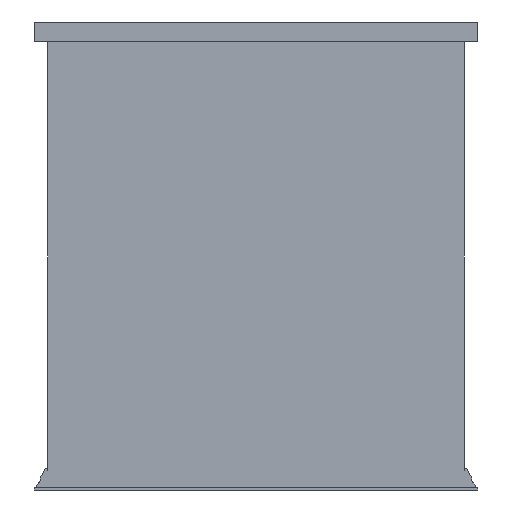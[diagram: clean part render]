
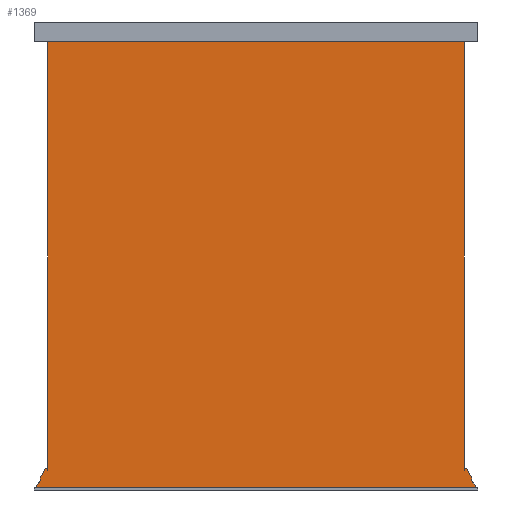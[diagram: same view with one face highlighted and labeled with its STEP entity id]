
A CAD part, front view. The second image highlights one B-rep face of the part: STEP entity #1369.
In plain terms, the highlighted free-form (B-spline) face has degree [1, 1] with [2, 2] control points.
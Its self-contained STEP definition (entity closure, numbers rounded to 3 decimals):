
#1087 = VERTEX_POINT('',#1088);
#1088 = CARTESIAN_POINT('',(-117.198,-29.923,
    251.85));
#1093 = EDGE_CURVE('',#1094,#1087,#1096,.T.);
#1094 = VERTEX_POINT('',#1095);
#1095 = CARTESIAN_POINT('',(117.198,-29.923,
    251.85));
#1096 = B_SPLINE_CURVE_WITH_KNOTS('',1,(#1097,#1098),.UNSPECIFIED.,.F.,
  .F.,(2,2),(-94.,94.),.PIECEWISE_BEZIER_KNOTS.);
#1097 = CARTESIAN_POINT('',(117.198,-29.923,
    251.85));
#1098 = CARTESIAN_POINT('',(-117.198,-29.923,
    251.85));
#1115 = EDGE_CURVE('',#1116,#1094,#1118,.T.);
#1116 = VERTEX_POINT('',#1117);
#1117 = CARTESIAN_POINT('',(117.198,-29.923,
    11.221));
#1118 = B_SPLINE_CURVE_WITH_KNOTS('',1,(#1119,#1120),.UNSPECIFIED.,.F.,
  .F.,(2,2),(-96.5,96.5),.PIECEWISE_BEZIER_KNOTS.);
#1119 = CARTESIAN_POINT('',(117.198,-29.923,
    11.221));
#1120 = CARTESIAN_POINT('',(117.198,-29.923,
    251.85));
#1136 = EDGE_CURVE('',#1116,#1137,#1139,.T.);
#1137 = VERTEX_POINT('',#1138);
#1138 = CARTESIAN_POINT('',(118.756,-29.923,
    11.558));
#1139 = ( BOUNDED_CURVE() B_SPLINE_CURVE(2,(#1140,#1141,#1142,#1143,
#1144),.UNSPECIFIED.,.F.,.F.) B_SPLINE_CURVE_WITH_KNOTS((3,2,3),(
    4.712,6.07,7.428),
.PIECEWISE_BEZIER_KNOTS.) CURVE() GEOMETRIC_REPRESENTATION_ITEM() 
RATIONAL_B_SPLINE_CURVE((1.,0.778,1.,0.778,1.)) 
REPRESENTATION_ITEM('') );
#1140 = CARTESIAN_POINT('',(117.198,-29.923,
    11.221));
#1141 = CARTESIAN_POINT('',(117.198,-29.923,
    11.879));
#1142 = CARTESIAN_POINT('',(117.841,-29.923,
    12.018));
#1143 = CARTESIAN_POINT('',(118.484,-29.923,
    12.157));
#1144 = CARTESIAN_POINT('',(118.756,-29.923,
    11.558));
#1167 = EDGE_CURVE('',#1168,#1137,#1170,.T.);
#1168 = VERTEX_POINT('',#1169);
#1169 = CARTESIAN_POINT('',(120.039,-29.923,
    8.727));
#1170 = B_SPLINE_CURVE_WITH_KNOTS('',1,(#1171,#1172),.UNSPECIFIED.,.F.,
  .F.,(2,2),(-1.246,1.246),.PIECEWISE_BEZIER_KNOTS.);
#1171 = CARTESIAN_POINT('',(120.039,-29.923,
    8.727));
#1172 = CARTESIAN_POINT('',(118.756,-29.923,
    11.558));
#1189 = VERTEX_POINT('',#1190);
#1190 = CARTESIAN_POINT('',(123.431,-29.923,
    1.362));
#1195 = EDGE_CURVE('',#1168,#1189,#1196,.T.);
#1196 = B_SPLINE_CURVE_WITH_KNOTS('',5,(#1197,#1198,#1199,#1200,#1201,
    #1202,#1203,#1204,#1205,#1206,#1207,#1208,#1209,#1210,#1211),
  .UNSPECIFIED.,.F.,.F.,(6,3,3,3,6),(0.,1.99,3.366,
    4.777,6.604),.UNSPECIFIED.);
#1197 = CARTESIAN_POINT('',(120.039,-29.923,
    8.727));
#1198 = CARTESIAN_POINT('',(120.555,-29.923,
    8.391));
#1199 = CARTESIAN_POINT('',(120.928,-29.923,
    8.005));
#1200 = CARTESIAN_POINT('',(121.16,-29.923,
    7.569));
#1201 = CARTESIAN_POINT('',(121.31,-29.923,
    6.748));
#1202 = CARTESIAN_POINT('',(121.306,-29.923,
    5.877));
#1203 = CARTESIAN_POINT('',(121.307,-29.923,
    5.523));
#1204 = CARTESIAN_POINT('',(121.415,-29.923,
    4.846));
#1205 = CARTESIAN_POINT('',(121.75,-29.923,
    4.255));
#1206 = CARTESIAN_POINT('',(121.982,-29.923,
    3.977));
#1207 = CARTESIAN_POINT('',(122.547,-29.923,
    3.35));
#1208 = CARTESIAN_POINT('',(123.049,-29.923,
    2.687));
#1209 = CARTESIAN_POINT('',(123.255,-29.923,
    2.279));
#1210 = CARTESIAN_POINT('',(123.382,-29.923,
    1.838));
#1211 = CARTESIAN_POINT('',(123.431,-29.923,
    1.362));
#1250 = EDGE_CURVE('',#1251,#1189,#1253,.T.);
#1251 = VERTEX_POINT('',#1252);
#1252 = CARTESIAN_POINT('',(123.431,-29.923,
    1.247));
#1253 = B_SPLINE_CURVE_WITH_KNOTS('',1,(#1254,#1255),.UNSPECIFIED.,.F.,
  .F.,(2,2),(-0.046,0.046),
  .PIECEWISE_BEZIER_KNOTS.);
#1254 = CARTESIAN_POINT('',(123.431,-29.923,
    1.247));
#1255 = CARTESIAN_POINT('',(123.431,-29.923,
    1.362));
#1272 = EDGE_CURVE('',#1251,#1273,#1275,.T.);
#1273 = VERTEX_POINT('',#1274);
#1274 = CARTESIAN_POINT('',(-123.431,-29.923,
    1.247));
#1275 = B_SPLINE_CURVE_WITH_KNOTS('',1,(#1276,#1277),.UNSPECIFIED.,.F.,
  .F.,(2,2),(-99.,99.),.PIECEWISE_BEZIER_KNOTS.);
#1276 = CARTESIAN_POINT('',(123.431,-29.923,
    1.247));
#1277 = CARTESIAN_POINT('',(-123.431,-29.923,
    1.247));
#1369 = ADVANCED_FACE('',(#1370),#1428,.F.);
#1370 = FACE_BOUND('',#1371,.T.);
#1371 = EDGE_LOOP('',(#1372,#1373,#1374,#1375,#1376,#1377,#1378,#1379,
    #1386,#1396,#1403,#1423));
#1372 = ORIENTED_EDGE('',*,*,#1272,.F.);
#1373 = ORIENTED_EDGE('',*,*,#1250,.T.);
#1374 = ORIENTED_EDGE('',*,*,#1195,.F.);
#1375 = ORIENTED_EDGE('',*,*,#1167,.T.);
#1376 = ORIENTED_EDGE('',*,*,#1136,.F.);
#1377 = ORIENTED_EDGE('',*,*,#1115,.T.);
#1378 = ORIENTED_EDGE('',*,*,#1093,.T.);
#1379 = ORIENTED_EDGE('',*,*,#1380,.F.);
#1380 = EDGE_CURVE('',#1381,#1087,#1383,.T.);
#1381 = VERTEX_POINT('',#1382);
#1382 = CARTESIAN_POINT('',(-117.198,-29.923,
    11.221));
#1383 = B_SPLINE_CURVE_WITH_KNOTS('',1,(#1384,#1385),.UNSPECIFIED.,.F.,
  .F.,(2,2),(-96.5,96.5),.PIECEWISE_BEZIER_KNOTS.);
#1384 = CARTESIAN_POINT('',(-117.198,-29.923,
    11.221));
#1385 = CARTESIAN_POINT('',(-117.198,-29.923,
    251.85));
#1386 = ORIENTED_EDGE('',*,*,#1387,.F.);
#1387 = EDGE_CURVE('',#1388,#1381,#1390,.T.);
#1388 = VERTEX_POINT('',#1389);
#1389 = CARTESIAN_POINT('',(-118.756,-29.923,
    11.558));
#1390 = ( BOUNDED_CURVE() B_SPLINE_CURVE(2,(#1391,#1392,#1393,#1394,
#1395),.UNSPECIFIED.,.F.,.F.) B_SPLINE_CURVE_WITH_KNOTS((3,2,3),(
    5.138,6.496,7.854),
.PIECEWISE_BEZIER_KNOTS.) CURVE() GEOMETRIC_REPRESENTATION_ITEM() 
RATIONAL_B_SPLINE_CURVE((1.,0.778,1.,0.778,1.)) 
REPRESENTATION_ITEM('') );
#1391 = CARTESIAN_POINT('',(-118.756,-29.923,
    11.558));
#1392 = CARTESIAN_POINT('',(-118.484,-29.923,
    12.157));
#1393 = CARTESIAN_POINT('',(-117.841,-29.923,
    12.018));
#1394 = CARTESIAN_POINT('',(-117.198,-29.923,
    11.879));
#1395 = CARTESIAN_POINT('',(-117.198,-29.923,
    11.221));
#1396 = ORIENTED_EDGE('',*,*,#1397,.F.);
#1397 = EDGE_CURVE('',#1398,#1388,#1400,.T.);
#1398 = VERTEX_POINT('',#1399);
#1399 = CARTESIAN_POINT('',(-120.039,-29.923,
    8.727));
#1400 = B_SPLINE_CURVE_WITH_KNOTS('',1,(#1401,#1402),.UNSPECIFIED.,.F.,
  .F.,(2,2),(-1.246,1.246),.PIECEWISE_BEZIER_KNOTS.);
#1401 = CARTESIAN_POINT('',(-120.039,-29.923,
    8.727));
#1402 = CARTESIAN_POINT('',(-118.756,-29.923,
    11.558));
#1403 = ORIENTED_EDGE('',*,*,#1404,.T.);
#1404 = EDGE_CURVE('',#1398,#1405,#1407,.T.);
#1405 = VERTEX_POINT('',#1406);
#1406 = CARTESIAN_POINT('',(-123.431,-29.923,
    1.362));
#1407 = B_SPLINE_CURVE_WITH_KNOTS('',5,(#1408,#1409,#1410,#1411,#1412,
    #1413,#1414,#1415,#1416,#1417,#1418,#1419,#1420,#1421,#1422),
  .UNSPECIFIED.,.F.,.F.,(6,3,3,3,6),(0.,1.99,3.366,
    4.777,6.604),.UNSPECIFIED.);
#1408 = CARTESIAN_POINT('',(-120.039,-29.923,
    8.727));
#1409 = CARTESIAN_POINT('',(-120.555,-29.923,
    8.391));
#1410 = CARTESIAN_POINT('',(-120.928,-29.923,
    8.005));
#1411 = CARTESIAN_POINT('',(-121.16,-29.923,
    7.569));
#1412 = CARTESIAN_POINT('',(-121.31,-29.923,
    6.748));
#1413 = CARTESIAN_POINT('',(-121.306,-29.923,
    5.877));
#1414 = CARTESIAN_POINT('',(-121.307,-29.923,
    5.523));
#1415 = CARTESIAN_POINT('',(-121.415,-29.923,
    4.846));
#1416 = CARTESIAN_POINT('',(-121.75,-29.923,
    4.255));
#1417 = CARTESIAN_POINT('',(-121.982,-29.923,
    3.977));
#1418 = CARTESIAN_POINT('',(-122.547,-29.923,
    3.35));
#1419 = CARTESIAN_POINT('',(-123.049,-29.923,
    2.687));
#1420 = CARTESIAN_POINT('',(-123.255,-29.923,
    2.279));
#1421 = CARTESIAN_POINT('',(-123.382,-29.923,
    1.838));
#1422 = CARTESIAN_POINT('',(-123.431,-29.923,
    1.362));
#1423 = ORIENTED_EDGE('',*,*,#1424,.F.);
#1424 = EDGE_CURVE('',#1273,#1405,#1425,.T.);
#1425 = B_SPLINE_CURVE_WITH_KNOTS('',1,(#1426,#1427),.UNSPECIFIED.,.F.,
  .F.,(2,2),(-0.046,0.046),
  .PIECEWISE_BEZIER_KNOTS.);
#1426 = CARTESIAN_POINT('',(-123.431,-29.923,
    1.247));
#1427 = CARTESIAN_POINT('',(-123.431,-29.923,
    1.362));
#1428 = B_SPLINE_SURFACE_WITH_KNOTS('',1,1,(
    (#1429,#1430)
    ,(#1431,#1432
    )),.UNSPECIFIED.,.F.,.F.,.F.,(2,2),(2,2),(0.,198.),(-1.,200.),
  .PIECEWISE_BEZIER_KNOTS.);
#1429 = CARTESIAN_POINT('',(123.431,-29.923,
    1.247));
#1430 = CARTESIAN_POINT('',(123.431,-29.923,
    251.85));
#1431 = CARTESIAN_POINT('',(-123.431,-29.923,
    1.247));
#1432 = CARTESIAN_POINT('',(-123.431,-29.923,
    251.85));
